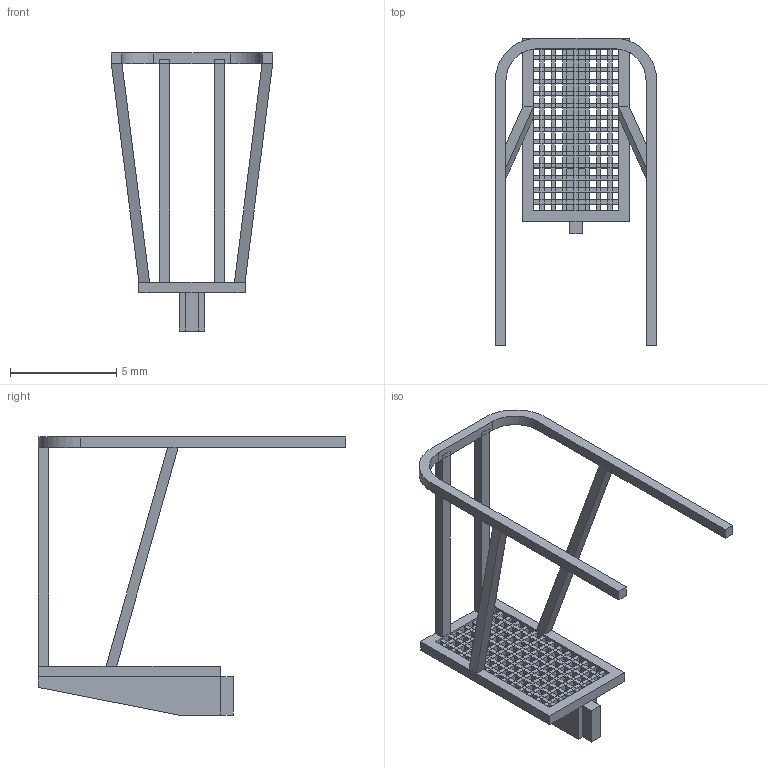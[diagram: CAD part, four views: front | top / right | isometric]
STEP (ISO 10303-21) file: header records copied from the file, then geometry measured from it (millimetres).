
FILE_DESCRIPTION(('FreeCAD Model'),'2;1');
FILE_NAME('Open CASCADE Shape Model','2024-03-24T14:59:45',('FreeCAD'),( 'FreeCAD'),'Open CASCADE STEP processor 7.6','FreeCAD','Unknown');
FILE_SCHEMA(('AUTOMOTIVE_DESIGN { 1 0 10303 214 1 1 1 1 }'));
Products named in the file (1): Open CASCADE STEP translator 7.6 1
Bounding box: 7.6 x 14.5 x 13.1 mm (x, y, z)
Volume: 46.2 mm3; surface area: 321.9 mm2
Topology: 1 solids, 1 shells, 1083 faces, 2389 edges, 1134 vertices
Faces by surface type: plane 1071, bspline 8, cylinder 4
Entity records: 58730 total; most frequent: CARTESIAN_POINT 9417, DIRECTION 9319, LINE 7143, VECTOR 7143, ORIENTED_EDGE 4778, PCURVE 4778, DEFINITIONAL_REPRESENTATION 4778, EDGE_CURVE 2389
